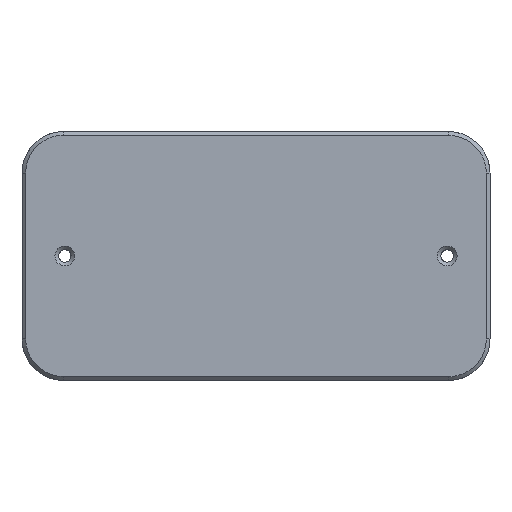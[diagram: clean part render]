
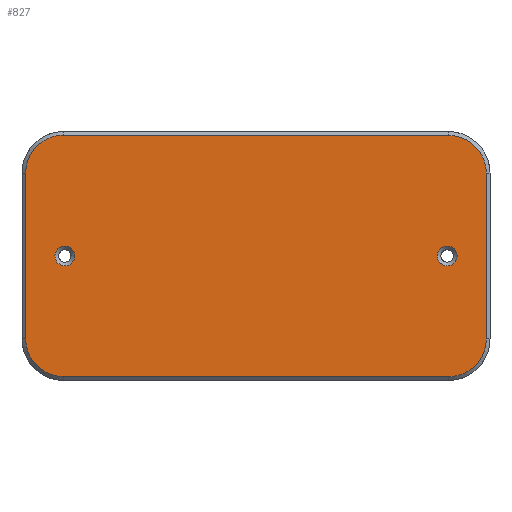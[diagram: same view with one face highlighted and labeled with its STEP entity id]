
A CAD part, top view. The second image highlights one B-rep face of the part: STEP entity #827.
In plain terms, the highlighted free-form (B-spline) face has degree [1, 1] with [2, 2] control points.
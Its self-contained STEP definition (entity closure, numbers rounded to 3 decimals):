
#570 = VERTEX_POINT('',#571);
#571 = CARTESIAN_POINT('',(53.886,58.202,
    41.232));
#576 = EDGE_CURVE('',#570,#577,#579,.T.);
#577 = VERTEX_POINT('',#578);
#578 = CARTESIAN_POINT('',(64.541,47.547,
    41.232));
#579 = ( BOUNDED_CURVE() B_SPLINE_CURVE(2,(#580,#581,#582),
.UNSPECIFIED.,.F.,.F.) B_SPLINE_CURVE_WITH_KNOTS((3,3),(4.712,
6.283),.PIECEWISE_BEZIER_KNOTS.) CURVE() 
GEOMETRIC_REPRESENTATION_ITEM() RATIONAL_B_SPLINE_CURVE((1.,
0.707,1.)) REPRESENTATION_ITEM('') );
#580 = CARTESIAN_POINT('',(53.886,58.202,
    41.232));
#581 = CARTESIAN_POINT('',(64.541,58.202,
    41.232));
#582 = CARTESIAN_POINT('',(64.541,47.547,
    41.232));
#603 = VERTEX_POINT('',#604);
#604 = CARTESIAN_POINT('',(-54.737,58.202,
    41.232));
#609 = EDGE_CURVE('',#603,#570,#610,.T.);
#610 = B_SPLINE_CURVE_WITH_KNOTS('',1,(#611,#612),.UNSPECIFIED.,.F.,.F.,
  (2,2),(-62.7,20.9),.PIECEWISE_BEZIER_KNOTS.);
#611 = CARTESIAN_POINT('',(-54.737,58.202,
    41.232));
#612 = CARTESIAN_POINT('',(53.886,58.202,
    41.232));
#631 = VERTEX_POINT('',#632);
#632 = CARTESIAN_POINT('',(-65.391,47.547,
    41.232));
#637 = EDGE_CURVE('',#631,#603,#638,.T.);
#638 = ( BOUNDED_CURVE() B_SPLINE_CURVE(2,(#639,#640,#641),
.UNSPECIFIED.,.F.,.F.) B_SPLINE_CURVE_WITH_KNOTS((3,3),(4.712,
6.283),.PIECEWISE_BEZIER_KNOTS.) CURVE() 
GEOMETRIC_REPRESENTATION_ITEM() RATIONAL_B_SPLINE_CURVE((1.,
0.707,1.)) REPRESENTATION_ITEM('') );
#639 = CARTESIAN_POINT('',(-65.391,47.547,
    41.232));
#640 = CARTESIAN_POINT('',(-65.391,58.202,
    41.232));
#641 = CARTESIAN_POINT('',(-54.737,58.202,
    41.232));
#663 = VERTEX_POINT('',#664);
#664 = CARTESIAN_POINT('',(-65.391,0.772,
    41.232));
#669 = EDGE_CURVE('',#663,#631,#670,.T.);
#670 = B_SPLINE_CURVE_WITH_KNOTS('',1,(#671,#672),.UNSPECIFIED.,.F.,.F.,
  (2,2),(-27.,9.),.PIECEWISE_BEZIER_KNOTS.);
#671 = CARTESIAN_POINT('',(-65.391,0.772,
    41.232));
#672 = CARTESIAN_POINT('',(-65.391,47.547,
    41.232));
#689 = VERTEX_POINT('',#690);
#690 = CARTESIAN_POINT('',(-54.737,-9.883,
    41.232));
#695 = EDGE_CURVE('',#689,#663,#696,.T.);
#696 = ( BOUNDED_CURVE() B_SPLINE_CURVE(2,(#697,#698,#699),
.UNSPECIFIED.,.F.,.F.) B_SPLINE_CURVE_WITH_KNOTS((3,3),(4.712,
6.283),.PIECEWISE_BEZIER_KNOTS.) CURVE() 
GEOMETRIC_REPRESENTATION_ITEM() RATIONAL_B_SPLINE_CURVE((1.,
0.707,1.)) REPRESENTATION_ITEM('') );
#697 = CARTESIAN_POINT('',(-54.737,-9.883,
    41.232));
#698 = CARTESIAN_POINT('',(-65.391,-9.883,
    41.232));
#699 = CARTESIAN_POINT('',(-65.391,0.772,
    41.232));
#719 = VERTEX_POINT('',#720);
#720 = CARTESIAN_POINT('',(53.886,-9.883,
    41.232));
#725 = EDGE_CURVE('',#719,#689,#726,.T.);
#726 = B_SPLINE_CURVE_WITH_KNOTS('',1,(#727,#728),.UNSPECIFIED.,.F.,.F.,
  (2,2),(-62.7,20.9),.PIECEWISE_BEZIER_KNOTS.);
#727 = CARTESIAN_POINT('',(53.886,-9.883,
    41.232));
#728 = CARTESIAN_POINT('',(-54.737,-9.883,
    41.232));
#741 = VERTEX_POINT('',#742);
#742 = CARTESIAN_POINT('',(64.541,0.772,41.232)
  );
#747 = EDGE_CURVE('',#741,#719,#748,.T.);
#748 = ( BOUNDED_CURVE() B_SPLINE_CURVE(2,(#749,#750,#751),
.UNSPECIFIED.,.F.,.F.) B_SPLINE_CURVE_WITH_KNOTS((3,3),(4.712,
6.283),.PIECEWISE_BEZIER_KNOTS.) CURVE() 
GEOMETRIC_REPRESENTATION_ITEM() RATIONAL_B_SPLINE_CURVE((1.,
0.707,1.)) REPRESENTATION_ITEM('') );
#749 = CARTESIAN_POINT('',(64.541,0.772,41.232)
  );
#750 = CARTESIAN_POINT('',(64.541,-9.883,
    41.232));
#751 = CARTESIAN_POINT('',(53.886,-9.883,
    41.232));
#766 = EDGE_CURVE('',#577,#741,#767,.T.);
#767 = B_SPLINE_CURVE_WITH_KNOTS('',1,(#768,#769),.UNSPECIFIED.,.F.,.F.,
  (2,2),(-27.,9.),.PIECEWISE_BEZIER_KNOTS.);
#768 = CARTESIAN_POINT('',(64.541,47.547,
    41.232));
#769 = CARTESIAN_POINT('',(64.541,0.772,41.232)
  );
#827 = ADVANCED_FACE('',(#828,#838,#852),#866,.T.);
#828 = FACE_BOUND('',#829,.T.);
#829 = EDGE_LOOP('',(#830,#831,#832,#833,#834,#835,#836,#837));
#830 = ORIENTED_EDGE('',*,*,#576,.F.);
#831 = ORIENTED_EDGE('',*,*,#609,.F.);
#832 = ORIENTED_EDGE('',*,*,#637,.F.);
#833 = ORIENTED_EDGE('',*,*,#669,.F.);
#834 = ORIENTED_EDGE('',*,*,#695,.F.);
#835 = ORIENTED_EDGE('',*,*,#725,.F.);
#836 = ORIENTED_EDGE('',*,*,#747,.F.);
#837 = ORIENTED_EDGE('',*,*,#766,.F.);
#838 = FACE_BOUND('',#839,.T.);
#839 = EDGE_LOOP('',(#840));
#840 = ORIENTED_EDGE('',*,*,#841,.F.);
#841 = EDGE_CURVE('',#842,#842,#844,.T.);
#842 = VERTEX_POINT('',#843);
#843 = CARTESIAN_POINT('',(-51.553,24.16,
    41.232));
#844 = ( BOUNDED_CURVE() B_SPLINE_CURVE(2,(#845,#846,#847,#848,#849,#850
,#851),.UNSPECIFIED.,.T.,.F.) B_SPLINE_CURVE_WITH_KNOTS((3,2,2,3),(
    3.142,5.236,7.33,9.425),
.PIECEWISE_BEZIER_KNOTS.) CURVE() GEOMETRIC_REPRESENTATION_ITEM() 
RATIONAL_B_SPLINE_CURVE((1.,0.5,1.,0.5,1.,0.5,1.)) REPRESENTATION_ITEM(
  '') );
#845 = CARTESIAN_POINT('',(-51.553,24.16,
    41.232));
#846 = CARTESIAN_POINT('',(-51.553,28.998,
    41.232));
#847 = CARTESIAN_POINT('',(-55.744,26.579,
    41.232));
#848 = CARTESIAN_POINT('',(-59.934,24.16,
    41.232));
#849 = CARTESIAN_POINT('',(-55.744,21.74,
    41.232));
#850 = CARTESIAN_POINT('',(-51.553,19.321,
    41.232));
#851 = CARTESIAN_POINT('',(-51.553,24.16,
    41.232));
#852 = FACE_BOUND('',#853,.T.);
#853 = EDGE_LOOP('',(#854));
#854 = ORIENTED_EDGE('',*,*,#855,.F.);
#855 = EDGE_CURVE('',#856,#856,#858,.T.);
#856 = VERTEX_POINT('',#857);
#857 = CARTESIAN_POINT('',(56.29,24.16,41.232)
  );
#858 = ( BOUNDED_CURVE() B_SPLINE_CURVE(2,(#859,#860,#861,#862,#863,#864
,#865),.UNSPECIFIED.,.T.,.F.) B_SPLINE_CURVE_WITH_KNOTS((3,2,2,3),(
    3.142,5.236,7.33,9.425),
.PIECEWISE_BEZIER_KNOTS.) CURVE() GEOMETRIC_REPRESENTATION_ITEM() 
RATIONAL_B_SPLINE_CURVE((1.,0.5,1.,0.5,1.,0.5,1.)) REPRESENTATION_ITEM(
  '') );
#859 = CARTESIAN_POINT('',(56.29,24.16,41.232)
  );
#860 = CARTESIAN_POINT('',(56.29,28.998,
    41.232));
#861 = CARTESIAN_POINT('',(52.1,26.579,
    41.232));
#862 = CARTESIAN_POINT('',(47.909,24.16,41.232)
  );
#863 = CARTESIAN_POINT('',(52.1,21.74,
    41.232));
#864 = CARTESIAN_POINT('',(56.29,19.321,
    41.232));
#865 = CARTESIAN_POINT('',(56.29,24.16,41.232)
  );
#866 = B_SPLINE_SURFACE_WITH_KNOTS('',1,1,(
    (#867,#868)
    ,(#869,#870
    )),.UNSPECIFIED.,.F.,.F.,.F.,(2,2),(2,2),(-50.,50.),(-26.2,26.2),
  .PIECEWISE_BEZIER_KNOTS.);
#867 = CARTESIAN_POINT('',(64.541,58.202,41.232
    ));
#868 = CARTESIAN_POINT('',(64.541,-9.883,
    41.232));
#869 = CARTESIAN_POINT('',(-65.391,58.202,
    41.232));
#870 = CARTESIAN_POINT('',(-65.391,-9.883,
    41.232));
